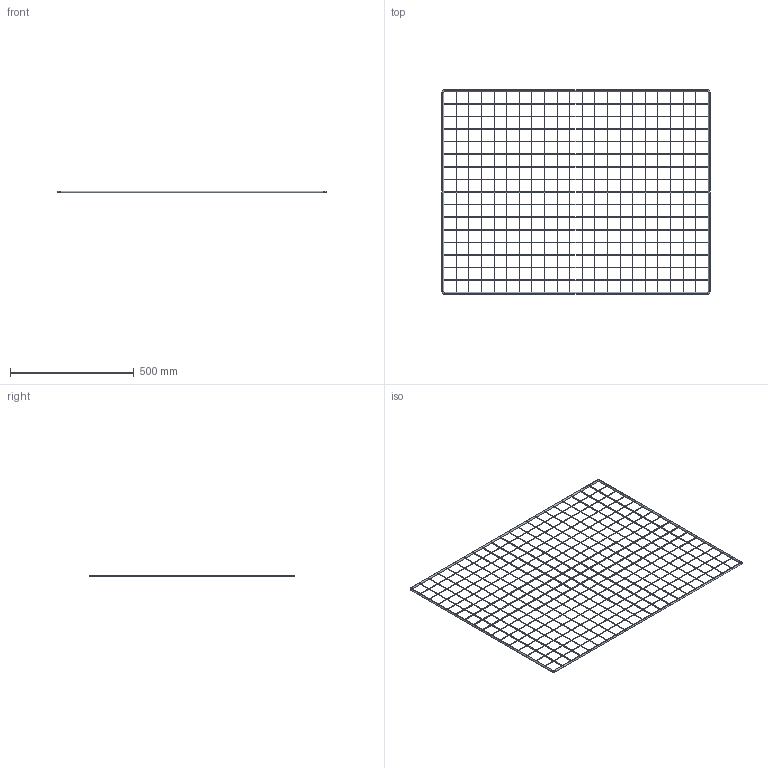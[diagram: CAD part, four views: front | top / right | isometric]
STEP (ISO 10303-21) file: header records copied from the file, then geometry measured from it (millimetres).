
FILE_DESCRIPTION (( 'STEP AP203' ), '1' );
FILE_NAME ('0102008B.STEP', '2021-01-07T09:11:43', ( '' ), ( '' ), 'SwSTEP 2.0', 'SolidWorks 2020', '' );
FILE_SCHEMA (( 'CONFIG_CONTROL_DESIGN' ));
Length unit declared in the file: millimetre
Products named in the file (1): 0102008B
Bounding box: 1082 x 826 x 8 mm (x, y, z)
Volume: 419031.1 mm3; surface area: 402078.7 mm2
Topology: 43 solids, 43 shells, 172 faces, 258 edges, 172 vertices
Faces by surface type: plane 86, cylinder 78, torus 8
Entity records: 3875 total; most frequent: DIRECTION 784, CARTESIAN_POINT 603, ORIENTED_EDGE 516, AXIS2_PLACEMENT_3D 353, EDGE_CURVE 258, CIRCLE 180, EDGE_LOOP 172, FACE_OUTER_BOUND 172
